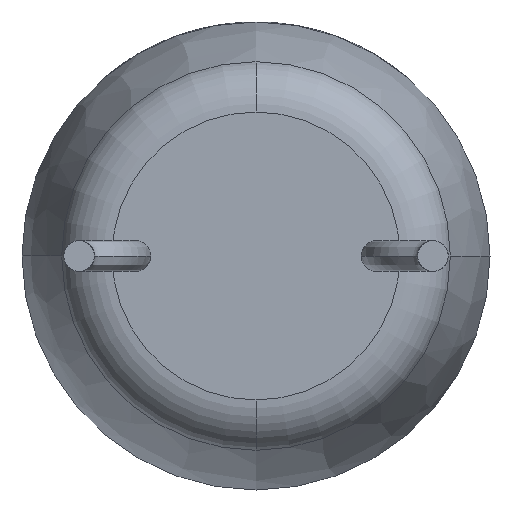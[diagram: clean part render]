
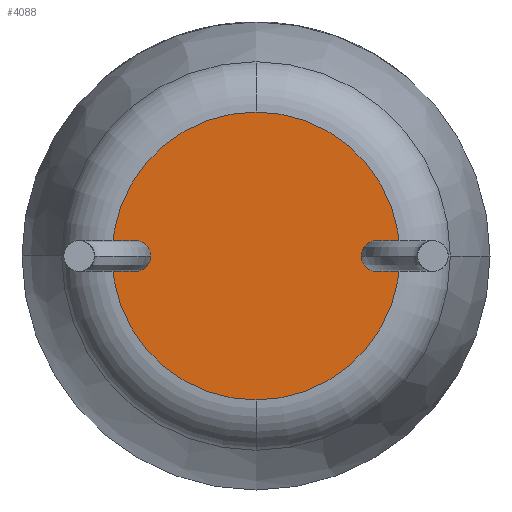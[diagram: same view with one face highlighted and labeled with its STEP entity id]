
A CAD part, front view. The second image highlights one B-rep face of the part: STEP entity #4088.
In plain terms, the highlighted planar face has unit normal (0, -1, 0).
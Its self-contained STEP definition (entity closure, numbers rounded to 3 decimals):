
#170 = DIRECTION ( 'NONE',  ( 0., 1., 0. ) ) ;
#326 = DIRECTION ( 'NONE',  ( 0., 1., 0. ) ) ;
#352 = EDGE_CURVE ( 'NONE', #2540, #2828, #3397, .T. ) ;
#353 = DIRECTION ( 'NONE',  ( 0., 0., -1. ) ) ;
#354 = AXIS2_PLACEMENT_3D ( 'NONE', #2085, #2793, #2454 ) ;
#555 = VERTEX_POINT ( 'NONE', #679 ) ;
#589 = EDGE_CURVE ( 'NONE', #719, #555, #1495, .T. ) ;
#679 = CARTESIAN_POINT ( 'NONE',  ( -2.44, 0., 0. ) ) ;
#719 = VERTEX_POINT ( 'NONE', #3569 ) ;
#769 = DIRECTION ( 'NONE',  ( 0., -1., 0. ) ) ;
#906 = CIRCLE ( 'NONE', #4537, 0.275 ) ;
#1073 = EDGE_CURVE ( 'NONE', #2828, #2540, #1114, .T. ) ;
#1077 = EDGE_LOOP ( 'NONE', ( #1973, #2598 ) ) ;
#1114 = CIRCLE ( 'NONE', #3912, 0.275 ) ;
#1184 = EDGE_CURVE ( 'NONE', #2251, #3596, #3573, .T. ) ;
#1205 = CARTESIAN_POINT ( 'NONE',  ( -2.165, 0., 0. ) ) ;
#1352 = EDGE_LOOP ( 'NONE', ( #1412, #1648 ) ) ;
#1366 = EDGE_CURVE ( 'NONE', #3596, #2251, #3834, .T. ) ;
#1412 = ORIENTED_EDGE ( 'NONE', *, *, #1366, .T. ) ;
#1432 = CARTESIAN_POINT ( 'NONE',  ( -2.165, 0., 0. ) ) ;
#1495 = CIRCLE ( 'NONE', #2606, 0.275 ) ;
#1511 = ORIENTED_EDGE ( 'NONE', *, *, #589, .F. ) ;
#1521 = CARTESIAN_POINT ( 'NONE',  ( 0., 0., 2.584 ) ) ;
#1526 = DIRECTION ( 'NONE',  ( 0., 0., 1. ) ) ;
#1544 = DIRECTION ( 'NONE',  ( 0., -1., 0. ) ) ;
#1554 = AXIS2_PLACEMENT_3D ( 'NONE', #2599, #170, #1562 ) ;
#1562 = DIRECTION ( 'NONE',  ( 0., 0., -1. ) ) ;
#1648 = ORIENTED_EDGE ( 'NONE', *, *, #1184, .T. ) ;
#1691 = CARTESIAN_POINT ( 'NONE',  ( 0., 0., 0. ) ) ;
#1973 = ORIENTED_EDGE ( 'NONE', *, *, #1073, .T. ) ;
#2085 = CARTESIAN_POINT ( 'NONE',  ( 0., 0., 0. ) ) ;
#2146 = ORIENTED_EDGE ( 'NONE', *, *, #3987, .F. ) ;
#2251 = VERTEX_POINT ( 'NONE', #1521 ) ;
#2454 = DIRECTION ( 'NONE',  ( 0., 0., 1. ) ) ;
#2540 = VERTEX_POINT ( 'NONE', #3198 ) ;
#2598 = ORIENTED_EDGE ( 'NONE', *, *, #352, .T. ) ;
#2599 = CARTESIAN_POINT ( 'NONE',  ( 2.165, 0., 0. ) ) ;
#2606 = AXIS2_PLACEMENT_3D ( 'NONE', #1432, #769, #3529 ) ;
#2620 = FACE_BOUND ( 'NONE', #1077, .T. ) ;
#2690 = DIRECTION ( 'NONE',  ( 0., -1., 0. ) ) ;
#2738 = FACE_BOUND ( 'NONE', #3202, .T. ) ;
#2793 = DIRECTION ( 'NONE',  ( 0., 1., 0. ) ) ;
#2828 = VERTEX_POINT ( 'NONE', #3378 ) ;
#2944 = AXIS2_PLACEMENT_3D ( 'NONE', #4440, #2690, #3458 ) ;
#3130 = CARTESIAN_POINT ( 'NONE',  ( 2.165, 0., 0. ) ) ;
#3198 = CARTESIAN_POINT ( 'NONE',  ( 2.44, 0., 0. ) ) ;
#3202 = EDGE_LOOP ( 'NONE', ( #2146, #1511 ) ) ;
#3378 = CARTESIAN_POINT ( 'NONE',  ( 1.89, 0., 0. ) ) ;
#3397 = CIRCLE ( 'NONE', #1554, 0.275 ) ;
#3458 = DIRECTION ( 'NONE',  ( 0., 0., 1. ) ) ;
#3529 = DIRECTION ( 'NONE',  ( 0., 0., 1. ) ) ;
#3569 = CARTESIAN_POINT ( 'NONE',  ( -1.89, 0., 0. ) ) ;
#3573 = CIRCLE ( 'NONE', #3999, 2.584 ) ;
#3596 = VERTEX_POINT ( 'NONE', #4432 ) ;
#3679 = FACE_OUTER_BOUND ( 'NONE', #1352, .T. ) ;
#3834 = CIRCLE ( 'NONE', #2944, 2.584 ) ;
#3912 = AXIS2_PLACEMENT_3D ( 'NONE', #3130, #326, #353 ) ;
#3987 = EDGE_CURVE ( 'NONE', #555, #719, #906, .T. ) ;
#3999 = AXIS2_PLACEMENT_3D ( 'NONE', #1691, #4536, #4518 ) ;
#4088 = ADVANCED_FACE ( 'NONE', ( #2620, #3679, #2738 ), #4218, .F. ) ;
#4218 = PLANE ( 'NONE',  #354 ) ;
#4432 = CARTESIAN_POINT ( 'NONE',  ( 0., 0., -2.584 ) ) ;
#4440 = CARTESIAN_POINT ( 'NONE',  ( 0., 0., 0. ) ) ;
#4518 = DIRECTION ( 'NONE',  ( 0., 0., 1. ) ) ;
#4536 = DIRECTION ( 'NONE',  ( 0., -1., 0. ) ) ;
#4537 = AXIS2_PLACEMENT_3D ( 'NONE', #1205, #1544, #1526 ) ;
